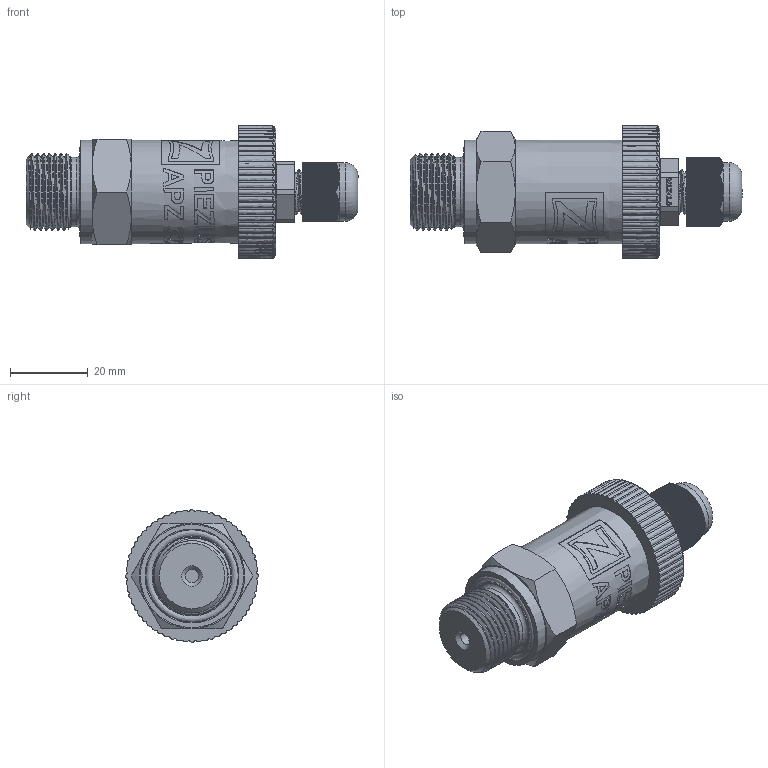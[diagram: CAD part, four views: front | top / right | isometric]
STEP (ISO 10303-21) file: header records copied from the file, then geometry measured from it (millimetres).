
FILE_DESCRIPTION(/* description */ (''),/* implementation_level */ '2;1');
FILE_NAME(/* name */ 'APZ3230_M20x1,5DIN_CableGland.step',/* time_stamp */ '2021-06-24T10:38:24+03:00',/* author */ (''),/* organization */ (''),/* preprocessor_version */ 'ST-DEVELOPER v18.1',/* originating_system */ 'Autodesk Translation Framework v10.9.0.1377',/* authorisation */ '');
FILE_SCHEMA (('AUTOMOTIVE_DESIGN { 1 0 10303 214 3 1 1 }'));
Products named in the file (8): APZ3230_M20x1,5DIN_CableGland; M20x1,5 DIN; OMAL nut M27x1.5 v8; Ш100.000.001 v3; M12x1.5 Cable gland v3; Cable gland; Rubber gasket; M12 Domed nut
Assembly tree (7 placements, depth 3):
  APZ3230_M20x1,5DIN_CableGland
    M20x1,5 DIN
    OMAL nut M27x1.5 v8
    Ш100.000.001 v3
    M12x1.5 Cable gland v3
      Cable gland
      Rubber gasket
      M12 Domed nut
Bounding box: 85.16 x 34 x 34 mm (x, y, z)
Volume: 37202.4 mm3; surface area: 16470.9 mm2
Topology: 7 solids, 7 shells, 2691 faces, 7851 edges, 5219 vertices
Faces by surface type: plane 1483, cylinder 744, bspline 408, cone 48, torus 7, sphere 1
Full cylindrical faces by diameter (mm): 1 x6, 3.3 x1, 7.5 x1, 8 x1, 9.976 x5, 10 x6, 10.376 x4, 10.526 x1, 11.6 x4, 12 x5, 12.6 x1, 15 x1, 17 x1, 17.8 x1, 18.137 x6, 19.85 x5, 20.5 x2, 21.4 x2, 22.4 x1, 23.7 x2, 24.5 x1, 25.132 x1, 25.526 x4, 27.208 x5
Entity records: 124139 total; most frequent: CARTESIAN_POINT 55066, ORIENTED_EDGE 15702, DIRECTION 12772, EDGE_CURVE 7851, VERTEX_POINT 5219, LINE 4460, VECTOR 4460, AXIS2_PLACEMENT_3D 4156
